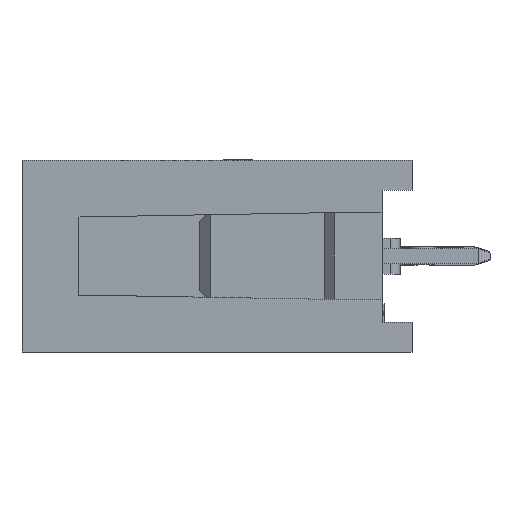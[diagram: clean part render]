
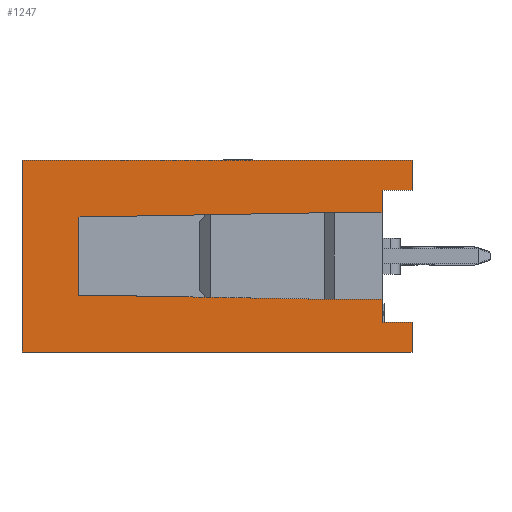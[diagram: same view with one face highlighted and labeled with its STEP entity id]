
A CAD part, left-side view. The second image highlights one B-rep face of the part: STEP entity #1247.
In plain terms, the highlighted planar face has unit normal (-1, 0, 0).
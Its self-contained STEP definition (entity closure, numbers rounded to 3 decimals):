
#123=CARTESIAN_POINT('',(22.3,-12.,-12.2));
#124=VERTEX_POINT('',#123);
#237=CARTESIAN_POINT('',(22.3,-12.,-7.8));
#238=VERTEX_POINT('',#237);
#245=CARTESIAN_POINT('',(22.3,-12.,-8.552));
#246=VERTEX_POINT('',#245);
#247=CARTESIAN_POINT('',(22.3,-12.,-7.8));
#248=DIRECTION('',(0.,0.,-1.));
#249=VECTOR('',#248,0.752);
#250=LINE('',#247,#249);
#251=EDGE_CURVE('',#238,#246,#250,.T.);
#269=CARTESIAN_POINT('',(22.3,-12.,-11.448));
#270=VERTEX_POINT('',#269);
#277=CARTESIAN_POINT('',(22.3,-12.,-11.448));
#278=DIRECTION('',(0.,0.,-1.));
#279=VECTOR('',#278,0.752);
#280=LINE('',#277,#279);
#281=EDGE_CURVE('',#270,#124,#280,.T.);
#1146=CARTESIAN_POINT('',(22.3,-12.,-10.));
#1147=DIRECTION('',(0.,1.,0.));
#1148=DIRECTION('',(-1.,0.,0.));
#1149=AXIS2_PLACEMENT_3D('',#1146,#1148,#1147);
#1150=PLANE('',#1149);
#1151=CARTESIAN_POINT('',(22.3,-1.9,-11.3));
#1152=VERTEX_POINT('',#1151);
#1153=CARTESIAN_POINT('',(22.3,-1.9,-8.7));
#1154=VERTEX_POINT('',#1153);
#1155=CARTESIAN_POINT('',(22.3,-1.9,-11.3));
#1156=DIRECTION('',(0.,0.,1.));
#1157=VECTOR('',#1156,2.6);
#1158=LINE('',#1155,#1157);
#1159=EDGE_CURVE('',#1152,#1154,#1158,.T.);
#1160=ORIENTED_EDGE('',*,*,#1159,.T.);
#1161=CARTESIAN_POINT('',(22.3,-10.4,-8.552));
#1162=VERTEX_POINT('',#1161);
#1163=CARTESIAN_POINT('',(22.3,-1.9,-8.7));
#1164=DIRECTION('',(0.,-1.,0.017));
#1165=VECTOR('',#1164,8.501);
#1166=LINE('',#1163,#1165);
#1167=EDGE_CURVE('',#1154,#1162,#1166,.T.);
#1168=ORIENTED_EDGE('',*,*,#1167,.T.);
#1169=CARTESIAN_POINT('',(22.3,-10.4,-8.552));
#1170=DIRECTION('',(0.,-1.,0.));
#1171=VECTOR('',#1170,1.6);
#1172=LINE('',#1169,#1171);
#1173=EDGE_CURVE('',#1162,#246,#1172,.T.);
#1174=ORIENTED_EDGE('',*,*,#1173,.T.);
#1175=ORIENTED_EDGE('',*,*,#251,.F.);
#1176=CARTESIAN_POINT('',(22.3,-13.,-7.8));
#1177=VERTEX_POINT('',#1176);
#1178=CARTESIAN_POINT('',(22.3,-12.,-7.8));
#1179=DIRECTION('',(0.,-1.,0.));
#1180=VECTOR('',#1179,1.);
#1181=LINE('',#1178,#1180);
#1182=EDGE_CURVE('',#238,#1177,#1181,.T.);
#1183=ORIENTED_EDGE('',*,*,#1182,.T.);
#1184=CARTESIAN_POINT('',(22.3,-13.,-6.8));
#1185=VERTEX_POINT('',#1184);
#1186=CARTESIAN_POINT('',(22.3,-13.,-7.8));
#1187=DIRECTION('',(0.,0.,1.));
#1188=VECTOR('',#1187,1.);
#1189=LINE('',#1186,#1188);
#1190=EDGE_CURVE('',#1177,#1185,#1189,.T.);
#1191=ORIENTED_EDGE('',*,*,#1190,.T.);
#1192=CARTESIAN_POINT('',(22.3,0.,-6.8));
#1193=VERTEX_POINT('',#1192);
#1194=CARTESIAN_POINT('',(22.3,-13.,-6.8));
#1195=DIRECTION('',(0.,1.,0.));
#1196=VECTOR('',#1195,13.);
#1197=LINE('',#1194,#1196);
#1198=EDGE_CURVE('',#1185,#1193,#1197,.T.);
#1199=ORIENTED_EDGE('',*,*,#1198,.T.);
#1200=CARTESIAN_POINT('',(22.3,0.,-13.2));
#1201=VERTEX_POINT('',#1200);
#1202=CARTESIAN_POINT('',(22.3,0.,-6.8));
#1203=DIRECTION('',(0.,0.,-1.));
#1204=VECTOR('',#1203,6.4);
#1205=LINE('',#1202,#1204);
#1206=EDGE_CURVE('',#1193,#1201,#1205,.T.);
#1207=ORIENTED_EDGE('',*,*,#1206,.T.);
#1208=CARTESIAN_POINT('',(22.3,-13.,-13.2));
#1209=VERTEX_POINT('',#1208);
#1210=CARTESIAN_POINT('',(22.3,0.,-13.2));
#1211=DIRECTION('',(0.,-1.,0.));
#1212=VECTOR('',#1211,13.);
#1213=LINE('',#1210,#1212);
#1214=EDGE_CURVE('',#1201,#1209,#1213,.T.);
#1215=ORIENTED_EDGE('',*,*,#1214,.T.);
#1216=CARTESIAN_POINT('',(22.3,-13.,-12.2));
#1217=VERTEX_POINT('',#1216);
#1218=CARTESIAN_POINT('',(22.3,-13.,-13.2));
#1219=DIRECTION('',(0.,0.,1.));
#1220=VECTOR('',#1219,1.);
#1221=LINE('',#1218,#1220);
#1222=EDGE_CURVE('',#1209,#1217,#1221,.T.);
#1223=ORIENTED_EDGE('',*,*,#1222,.T.);
#1224=CARTESIAN_POINT('',(22.3,-13.,-12.2));
#1225=DIRECTION('',(0.,1.,0.));
#1226=VECTOR('',#1225,1.);
#1227=LINE('',#1224,#1226);
#1228=EDGE_CURVE('',#1217,#124,#1227,.T.);
#1229=ORIENTED_EDGE('',*,*,#1228,.T.);
#1230=ORIENTED_EDGE('',*,*,#281,.F.);
#1231=CARTESIAN_POINT('',(22.3,-10.4,-11.448));
#1232=VERTEX_POINT('',#1231);
#1233=CARTESIAN_POINT('',(22.3,-12.,-11.448));
#1234=DIRECTION('',(0.,1.,0.));
#1235=VECTOR('',#1234,1.6);
#1236=LINE('',#1233,#1235);
#1237=EDGE_CURVE('',#270,#1232,#1236,.T.);
#1238=ORIENTED_EDGE('',*,*,#1237,.T.);
#1239=CARTESIAN_POINT('',(22.3,-10.4,-11.448));
#1240=DIRECTION('',(0.,1.,0.017));
#1241=VECTOR('',#1240,8.501);
#1242=LINE('',#1239,#1241);
#1243=EDGE_CURVE('',#1232,#1152,#1242,.T.);
#1244=ORIENTED_EDGE('',*,*,#1243,.T.);
#1245=EDGE_LOOP('',(#1160,#1168,#1174,#1175,#1183,#1191,#1199,#1207,#1215,#1223,#1229,#1230,#1238,#1244));
#1246=FACE_OUTER_BOUND('',#1245,.T.);
#1247=ADVANCED_FACE('',(#1246),#1150,.T.);
